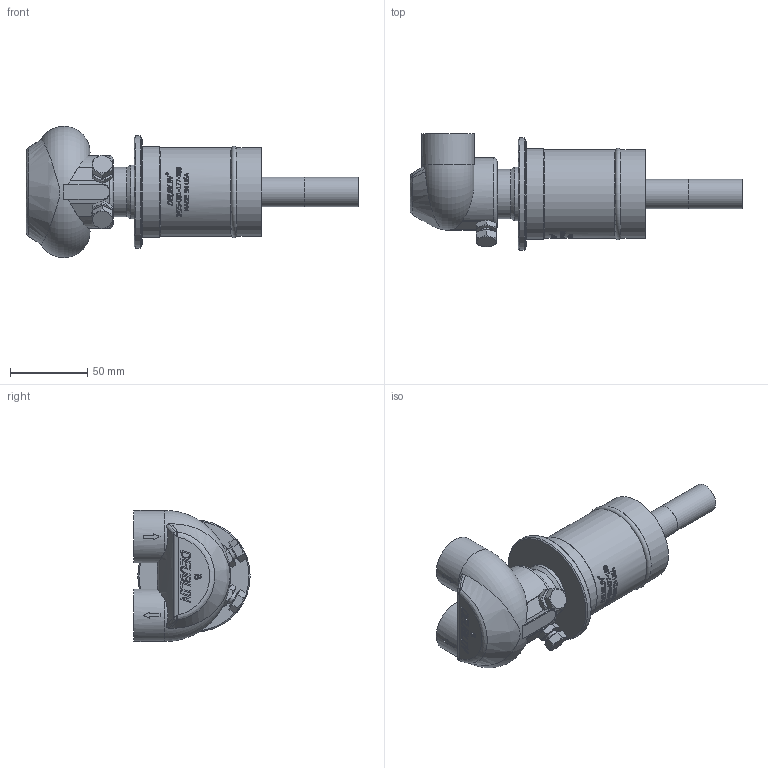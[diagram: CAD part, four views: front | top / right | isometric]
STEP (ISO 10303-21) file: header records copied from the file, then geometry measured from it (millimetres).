
FILE_DESCRIPTION(/* description */ (''),/* implementation_level */ '2;1');
FILE_NAME(/* name */ '2425-001-177180-IC.stp',/* time_stamp */ '2020-05-21T09:53:45-05:00',/* author */ ('GALINDOLM'),/* organization */ (''),/* preprocessor_version */ 'ST-DEVELOPER v18',/* originating_system */ 'Autodesk Inventor 2020',/* authorisation */ '');
FILE_SCHEMA (('AUTOMOTIVE_DESIGN { 1 0 10303 214 3 1 1 }'));
Length unit declared in the file: millimetre
Products named in the file (1): 2425-001-177180-IC
Bounding box: 215.25 x 75.45 x 85 mm (x, y, z)
Volume: 328359.1 mm3; surface area: 79575.3 mm2
Topology: 3 solids, 3 shells, 809 faces, 2162 edges, 1440 vertices
Faces by surface type: bspline 354, plane 315, cylinder 91, cone 38, torus 11
Full cylindrical faces by diameter (mm): 8 x2, 11.6 x2, 16.45 x1, 18.89 x1, 19 x2, 19.06 x1, 24.117 x2, 25 x1, 31.98 x1, 32.03 x1, 34 x2, 34.87 x1, 50.9 x1, 52.25 x2, 57.5 x2, 58.67 x1, 63.5 x1, 69.9 x1, 72.9 x1
Entity records: 87232 total; most frequent: CARTESIAN_POINT 68112, ORIENTED_EDGE 4320, DIRECTION 2872, EDGE_CURVE 2160, VERTEX_POINT 1440, LINE 968, VECTOR 968, AXIS2_PLACEMENT_3D 952
